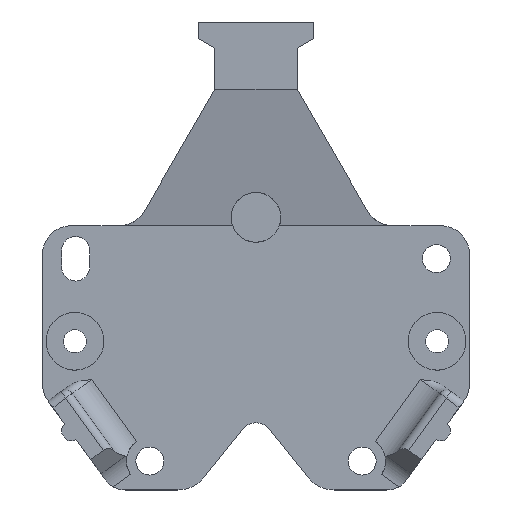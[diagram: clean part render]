
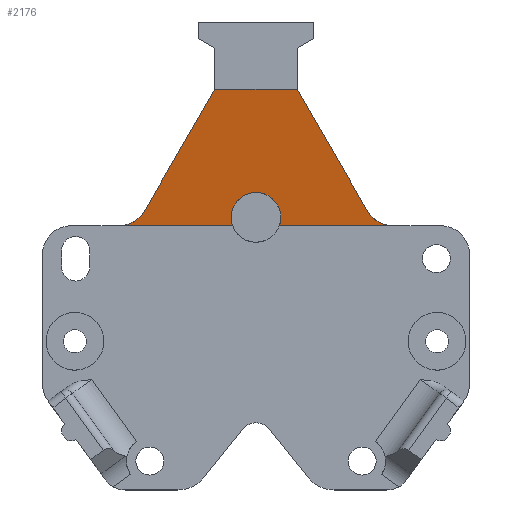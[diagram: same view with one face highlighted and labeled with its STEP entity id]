
A CAD part, top view. The second image highlights one B-rep face of the part: STEP entity #2176.
In plain terms, the highlighted planar face has unit normal (0, -0.179, 0.984).
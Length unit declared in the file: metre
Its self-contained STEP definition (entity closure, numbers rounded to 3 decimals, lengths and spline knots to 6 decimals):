
#40=ELLIPSE('',#2389,0.003049,0.003);
#41=ELLIPSE('',#2415,0.003557,0.0035);
#42=ELLIPSE('',#2416,0.003557,0.0035);
#111=LINE('',#3235,#305);
#112=LINE('',#3239,#306);
#222=LINE('',#3655,#416);
#246=LINE('',#3703,#440);
#247=LINE('',#3705,#441);
#305=VECTOR('',#2543,1.);
#306=VECTOR('',#2546,1.);
#416=VECTOR('',#2916,1.);
#440=VECTOR('',#2956,1.);
#441=VECTOR('',#2959,1.);
#826=ORIENTED_EDGE('',*,*,#1316,.T.);
#827=ORIENTED_EDGE('',*,*,#1146,.T.);
#828=ORIENTED_EDGE('',*,*,#1367,.T.);
#829=ORIENTED_EDGE('',*,*,#1341,.T.);
#830=ORIENTED_EDGE('',*,*,#1366,.F.);
#831=ORIENTED_EDGE('',*,*,#1365,.F.);
#832=ORIENTED_EDGE('',*,*,#1368,.T.);
#833=ORIENTED_EDGE('',*,*,#1148,.T.);
#1146=EDGE_CURVE('',#1462,#1461,#111,.T.);
#1148=EDGE_CURVE('',#1464,#1463,#112,.T.);
#1316=EDGE_CURVE('',#1463,#1462,#40,.T.);
#1341=EDGE_CURVE('',#1605,#1608,#222,.T.);
#1365=EDGE_CURVE('',#1624,#1622,#246,.T.);
#1366=EDGE_CURVE('',#1622,#1608,#247,.T.);
#1367=EDGE_CURVE('',#1461,#1605,#41,.T.);
#1368=EDGE_CURVE('',#1624,#1464,#42,.T.);
#1461=VERTEX_POINT('',#3234);
#1462=VERTEX_POINT('',#3236);
#1463=VERTEX_POINT('',#3238);
#1464=VERTEX_POINT('',#3240);
#1605=VERTEX_POINT('',#3649);
#1608=VERTEX_POINT('',#3654);
#1622=VERTEX_POINT('',#3696);
#1624=VERTEX_POINT('',#3702);
#1815=EDGE_LOOP('',(#826,#827,#828,#829,#830,#831,#832,#833));
#1974=FACE_BOUND('',#1815,.T.);
#2082=PLANE('',#2414);
#2176=ADVANCED_FACE('',(#1974),#2082,.F.);
#2389=AXIS2_PLACEMENT_3D('',#3603,#2865,#2866);
#2414=AXIS2_PLACEMENT_3D('',#3706,#2960,#2961);
#2415=AXIS2_PLACEMENT_3D('',#3707,#2962,#2963);
#2416=AXIS2_PLACEMENT_3D('',#3708,#2964,#2965);
#2543=DIRECTION('',(1.,0.,0.));
#2546=DIRECTION('',(1.,0.,0.));
#2865=DIRECTION('',(0.,0.179,-0.984));
#2866=DIRECTION('',(0.,0.984,0.179));
#2916=DIRECTION('',(-0.494,0.855,0.156));
#2956=DIRECTION('',(0.494,0.855,0.156));
#2959=DIRECTION('',(1.,0.,0.));
#2960=DIRECTION('',(0.,0.179,-0.984));
#2961=DIRECTION('',(0.,-0.984,-0.179));
#2962=DIRECTION('',(0.,0.179,-0.984));
#2963=DIRECTION('',(0.,-0.984,-0.179));
#2964=DIRECTION('',(0.,0.179,-0.984));
#2965=DIRECTION('',(0.,0.984,0.179));
#3234=CARTESIAN_POINT('',(-0.035153,0.0265,0.006));
#3235=CARTESIAN_POINT('',(-0.0517,0.0265,0.006));
#3236=CARTESIAN_POINT('',(-0.048872,0.0265,0.006));
#3238=CARTESIAN_POINT('',(-0.054528,0.0265,0.006));
#3239=CARTESIAN_POINT('',(-0.0517,0.0265,0.006));
#3240=CARTESIAN_POINT('',(-0.068247,0.0265,0.006));
#3603=CARTESIAN_POINT('',(-0.0517,0.0275,0.006182));
#3649=CARTESIAN_POINT('',(-0.038184,0.02825,0.006318));
#3654=CARTESIAN_POINT('',(-0.0467,0.043,0.009));
#3655=CARTESIAN_POINT('',(-0.028906,0.012179,0.003396));
#3696=CARTESIAN_POINT('',(-0.0567,0.043,0.009));
#3702=CARTESIAN_POINT('',(-0.065216,0.02825,0.006318));
#3703=CARTESIAN_POINT('',(-0.074494,0.012179,0.003396));
#3705=CARTESIAN_POINT('',(-0.0517,0.043,0.009));
#3706=CARTESIAN_POINT('',(-0.02585,0.0265,0.006));
#3707=CARTESIAN_POINT('',(-0.035153,0.03,0.006636));
#3708=CARTESIAN_POINT('',(-0.068247,0.03,0.006636));
